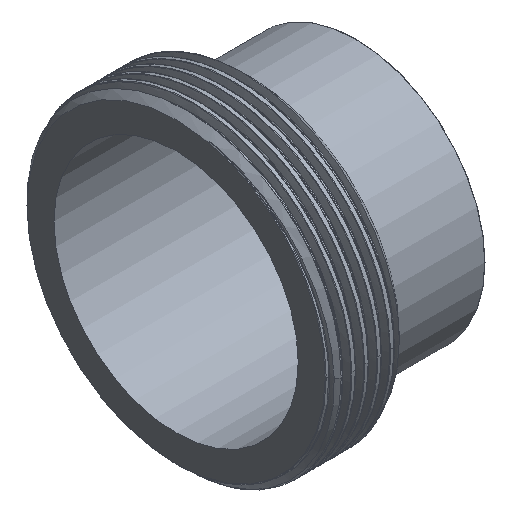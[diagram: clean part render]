
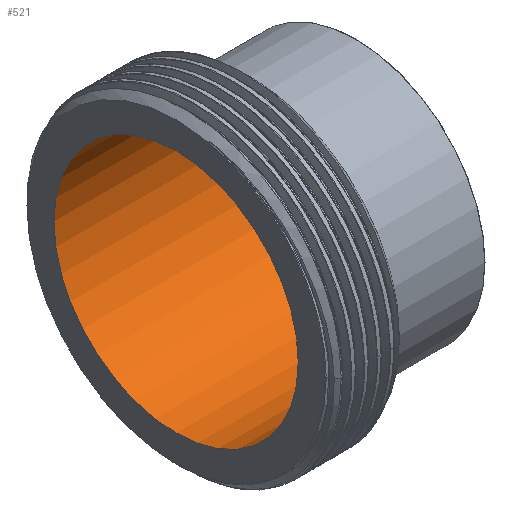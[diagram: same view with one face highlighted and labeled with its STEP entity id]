
A CAD part, isometric view. The second image highlights one B-rep face of the part: STEP entity #521.
In plain terms, the highlighted cylindrical face has radius 30.099 mm (diameter 60.198 mm), a full revolution.
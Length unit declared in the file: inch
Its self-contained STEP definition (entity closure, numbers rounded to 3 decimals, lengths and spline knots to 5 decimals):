
#44=CYLINDRICAL_SURFACE('',#588,1.185);
#71=FACE_OUTER_BOUND('',#103,.T.);
#103=EDGE_LOOP('',(#475,#476,#477,#478,#479));
#167=CIRCLE('',#585,1.185);
#168=CIRCLE('',#586,1.185);
#170=CIRCLE('',#589,1.185);
#186=LINE('',#7831,#202);
#202=VECTOR('',#693,1.185);
#252=VERTEX_POINT('',#7824);
#253=VERTEX_POINT('',#7825);
#254=VERTEX_POINT('',#7830);
#328=EDGE_CURVE('',#252,#253,#167,.T.);
#329=EDGE_CURVE('',#253,#252,#168,.T.);
#331=EDGE_CURVE('',#253,#254,#186,.T.);
#332=EDGE_CURVE('',#254,#254,#170,.T.);
#475=ORIENTED_EDGE('',*,*,#328,.F.);
#476=ORIENTED_EDGE('',*,*,#329,.F.);
#477=ORIENTED_EDGE('',*,*,#331,.T.);
#478=ORIENTED_EDGE('',*,*,#332,.F.);
#479=ORIENTED_EDGE('',*,*,#331,.F.);
#521=ADVANCED_FACE('',(#71),#44,.F.);
#585=AXIS2_PLACEMENT_3D('',#7826,#685,#686);
#586=AXIS2_PLACEMENT_3D('',#7827,#687,#688);
#588=AXIS2_PLACEMENT_3D('',#7829,#691,#692);
#589=AXIS2_PLACEMENT_3D('',#7832,#694,#695);
#685=DIRECTION('center_axis',(-1.,0.,0.));
#686=DIRECTION('ref_axis',(0.,-1.,0.));
#687=DIRECTION('center_axis',(-1.,0.,0.));
#688=DIRECTION('ref_axis',(0.,-1.,0.));
#691=DIRECTION('center_axis',(1.,0.,0.));
#692=DIRECTION('ref_axis',(0.,1.,0.));
#693=DIRECTION('',(-1.,0.,0.));
#694=DIRECTION('center_axis',(1.,0.,0.));
#695=DIRECTION('ref_axis',(0.,1.,0.));
#7824=CARTESIAN_POINT('',(1.745,0.,1.185));
#7825=CARTESIAN_POINT('',(1.745,-1.185,0.));
#7826=CARTESIAN_POINT('Origin',(1.745,0.,0.));
#7827=CARTESIAN_POINT('Origin',(1.745,0.,0.));
#7829=CARTESIAN_POINT('Origin',(0.875,0.,0.));
#7830=CARTESIAN_POINT('',(0.,-1.185,0.));
#7831=CARTESIAN_POINT('',(0.875,-1.185,0.));
#7832=CARTESIAN_POINT('Origin',(0.,0.,0.));
